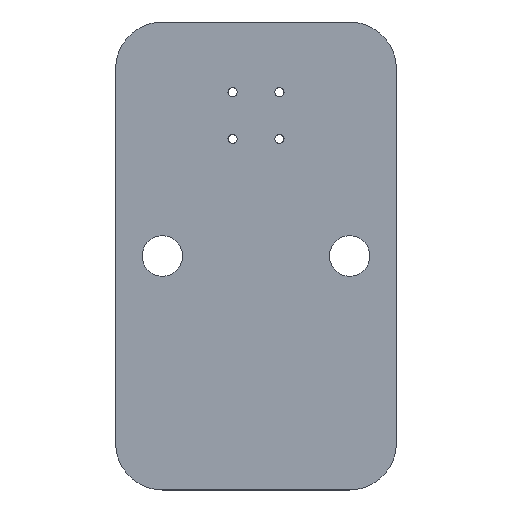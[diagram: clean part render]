
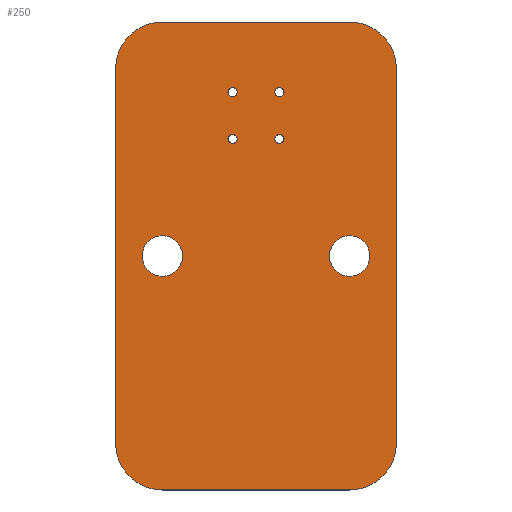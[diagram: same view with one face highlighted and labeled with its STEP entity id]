
A CAD part, top view. The second image highlights one B-rep face of the part: STEP entity #250.
In plain terms, the highlighted planar face has unit normal (0, 0, 1).
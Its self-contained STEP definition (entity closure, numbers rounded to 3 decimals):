
#35 = VERTEX_POINT('',#36);
#36 = CARTESIAN_POINT('',(121.92,-54.61,1.6));
#42 = EDGE_CURVE('',#35,#43,#45,.T.);
#43 = VERTEX_POINT('',#44);
#44 = CARTESIAN_POINT('',(124.46,-57.15,1.6));
#45 = CIRCLE('',#46,2.54);
#46 = AXIS2_PLACEMENT_3D('',#47,#48,#49);
#47 = CARTESIAN_POINT('',(121.92,-57.15,1.6));
#48 = DIRECTION('',(0.,0.,-1.));
#49 = DIRECTION('',(0.,1.,0.));
#77 = VERTEX_POINT('',#78);
#78 = CARTESIAN_POINT('',(111.76,-54.61,1.6));
#84 = EDGE_CURVE('',#77,#35,#85,.T.);
#85 = LINE('',#86,#87);
#86 = CARTESIAN_POINT('',(111.76,-54.61,1.6));
#87 = VECTOR('',#88,1.);
#88 = DIRECTION('',(1.,0.,0.));
#106 = EDGE_CURVE('',#43,#107,#109,.T.);
#107 = VERTEX_POINT('',#108);
#108 = CARTESIAN_POINT('',(124.46,-77.47,1.6));
#109 = LINE('',#110,#111);
#110 = CARTESIAN_POINT('',(124.46,-57.15,1.6));
#111 = VECTOR('',#112,1.);
#112 = DIRECTION('',(0.,-1.,0.));
#250 = ADVANCED_FACE('',(#251,#297,#308,#319,#330,#341,#352),#363,.T.);
#251 = FACE_BOUND('',#252,.T.);
#252 = EDGE_LOOP('',(#253,#254,#255,#264,#272,#281,#289,#296));
#253 = ORIENTED_EDGE('',*,*,#42,.F.);
#254 = ORIENTED_EDGE('',*,*,#84,.F.);
#255 = ORIENTED_EDGE('',*,*,#256,.F.);
#256 = EDGE_CURVE('',#257,#77,#259,.T.);
#257 = VERTEX_POINT('',#258);
#258 = CARTESIAN_POINT('',(109.22,-57.15,1.6));
#259 = CIRCLE('',#260,2.54);
#260 = AXIS2_PLACEMENT_3D('',#261,#262,#263);
#261 = CARTESIAN_POINT('',(111.76,-57.15,1.6));
#262 = DIRECTION('',(0.,0.,-1.));
#263 = DIRECTION('',(-1.,0.,0.));
#264 = ORIENTED_EDGE('',*,*,#265,.F.);
#265 = EDGE_CURVE('',#266,#257,#268,.T.);
#266 = VERTEX_POINT('',#267);
#267 = CARTESIAN_POINT('',(109.22,-77.47,1.6));
#268 = LINE('',#269,#270);
#269 = CARTESIAN_POINT('',(109.22,-77.47,1.6));
#270 = VECTOR('',#271,1.);
#271 = DIRECTION('',(0.,1.,0.));
#272 = ORIENTED_EDGE('',*,*,#273,.F.);
#273 = EDGE_CURVE('',#274,#266,#276,.T.);
#274 = VERTEX_POINT('',#275);
#275 = CARTESIAN_POINT('',(111.76,-80.01,1.6));
#276 = CIRCLE('',#277,2.54);
#277 = AXIS2_PLACEMENT_3D('',#278,#279,#280);
#278 = CARTESIAN_POINT('',(111.76,-77.47,1.6));
#279 = DIRECTION('',(0.,0.,-1.));
#280 = DIRECTION('',(0.,-1.,-0.));
#281 = ORIENTED_EDGE('',*,*,#282,.F.);
#282 = EDGE_CURVE('',#283,#274,#285,.T.);
#283 = VERTEX_POINT('',#284);
#284 = CARTESIAN_POINT('',(121.92,-80.01,1.6));
#285 = LINE('',#286,#287);
#286 = CARTESIAN_POINT('',(121.92,-80.01,1.6));
#287 = VECTOR('',#288,1.);
#288 = DIRECTION('',(-1.,0.,0.));
#289 = ORIENTED_EDGE('',*,*,#290,.F.);
#290 = EDGE_CURVE('',#107,#283,#291,.T.);
#291 = CIRCLE('',#292,2.54);
#292 = AXIS2_PLACEMENT_3D('',#293,#294,#295);
#293 = CARTESIAN_POINT('',(121.92,-77.47,1.6));
#294 = DIRECTION('',(0.,0.,-1.));
#295 = DIRECTION('',(1.,0.,0.));
#296 = ORIENTED_EDGE('',*,*,#106,.F.);
#297 = FACE_BOUND('',#298,.T.);
#298 = EDGE_LOOP('',(#299));
#299 = ORIENTED_EDGE('',*,*,#300,.T.);
#300 = EDGE_CURVE('',#301,#301,#303,.T.);
#301 = VERTEX_POINT('',#302);
#302 = CARTESIAN_POINT('',(111.76,-68.41,1.6));
#303 = CIRCLE('',#304,1.1);
#304 = AXIS2_PLACEMENT_3D('',#305,#306,#307);
#305 = CARTESIAN_POINT('',(111.76,-67.31,1.6));
#306 = DIRECTION('',(-0.,0.,-1.));
#307 = DIRECTION('',(0.,-1.,-0.));
#308 = FACE_BOUND('',#309,.T.);
#309 = EDGE_LOOP('',(#310));
#310 = ORIENTED_EDGE('',*,*,#311,.T.);
#311 = EDGE_CURVE('',#312,#312,#314,.T.);
#312 = VERTEX_POINT('',#313);
#313 = CARTESIAN_POINT('',(121.92,-68.41,1.6));
#314 = CIRCLE('',#315,1.1);
#315 = AXIS2_PLACEMENT_3D('',#316,#317,#318);
#316 = CARTESIAN_POINT('',(121.92,-67.31,1.6));
#317 = DIRECTION('',(-0.,0.,-1.));
#318 = DIRECTION('',(0.,-1.,-0.));
#319 = FACE_BOUND('',#320,.T.);
#320 = EDGE_LOOP('',(#321));
#321 = ORIENTED_EDGE('',*,*,#322,.T.);
#322 = EDGE_CURVE('',#323,#323,#325,.T.);
#323 = VERTEX_POINT('',#324);
#324 = CARTESIAN_POINT('',(115.57,-61.21,1.6));
#325 = CIRCLE('',#326,0.25);
#326 = AXIS2_PLACEMENT_3D('',#327,#328,#329);
#327 = CARTESIAN_POINT('',(115.57,-60.96,1.6));
#328 = DIRECTION('',(-0.,0.,-1.));
#329 = DIRECTION('',(-0.,-1.,0.));
#330 = FACE_BOUND('',#331,.T.);
#331 = EDGE_LOOP('',(#332));
#332 = ORIENTED_EDGE('',*,*,#333,.T.);
#333 = EDGE_CURVE('',#334,#334,#336,.T.);
#334 = VERTEX_POINT('',#335);
#335 = CARTESIAN_POINT('',(115.57,-58.67,1.6));
#336 = CIRCLE('',#337,0.25);
#337 = AXIS2_PLACEMENT_3D('',#338,#339,#340);
#338 = CARTESIAN_POINT('',(115.57,-58.42,1.6));
#339 = DIRECTION('',(-0.,0.,-1.));
#340 = DIRECTION('',(-0.,-1.,0.));
#341 = FACE_BOUND('',#342,.T.);
#342 = EDGE_LOOP('',(#343));
#343 = ORIENTED_EDGE('',*,*,#344,.T.);
#344 = EDGE_CURVE('',#345,#345,#347,.T.);
#345 = VERTEX_POINT('',#346);
#346 = CARTESIAN_POINT('',(118.11,-61.21,1.6));
#347 = CIRCLE('',#348,0.25);
#348 = AXIS2_PLACEMENT_3D('',#349,#350,#351);
#349 = CARTESIAN_POINT('',(118.11,-60.96,1.6));
#350 = DIRECTION('',(-0.,0.,-1.));
#351 = DIRECTION('',(-0.,-1.,0.));
#352 = FACE_BOUND('',#353,.T.);
#353 = EDGE_LOOP('',(#354));
#354 = ORIENTED_EDGE('',*,*,#355,.T.);
#355 = EDGE_CURVE('',#356,#356,#358,.T.);
#356 = VERTEX_POINT('',#357);
#357 = CARTESIAN_POINT('',(118.11,-58.67,1.6));
#358 = CIRCLE('',#359,0.25);
#359 = AXIS2_PLACEMENT_3D('',#360,#361,#362);
#360 = CARTESIAN_POINT('',(118.11,-58.42,1.6));
#361 = DIRECTION('',(-0.,0.,-1.));
#362 = DIRECTION('',(-0.,-1.,0.));
#363 = PLANE('',#364);
#364 = AXIS2_PLACEMENT_3D('',#365,#366,#367);
#365 = CARTESIAN_POINT('',(0.,0.,1.6));
#366 = DIRECTION('',(0.,0.,1.));
#367 = DIRECTION('',(1.,0.,-0.));
